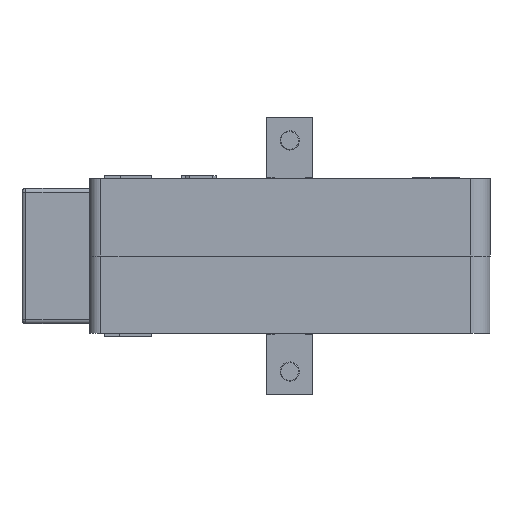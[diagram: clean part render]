
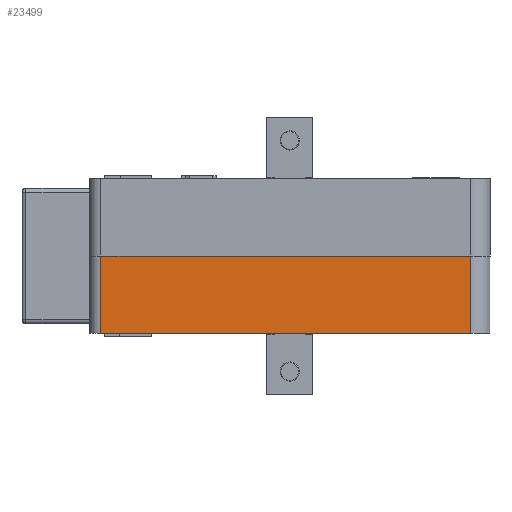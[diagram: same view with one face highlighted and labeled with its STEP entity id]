
A CAD part, left-side view. The second image highlights one B-rep face of the part: STEP entity #23499.
In plain terms, the highlighted planar face has unit normal (-1, 0, 0).
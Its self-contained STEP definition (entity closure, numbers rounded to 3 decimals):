
#3001 = EDGE_CURVE ( 'NONE', #14797, #18439, #7981, .T. ) ;
#3191 = VECTOR ( 'NONE', #10621, 1000. ) ;
#3220 = LINE ( 'NONE', #10684, #3191 ) ;
#5857 = ORIENTED_EDGE ( 'NONE', *, *, #15333, .F. ) ;
#5870 = EDGE_LOOP ( 'NONE', ( #13350, #5857, #14320, #25159 ) ) ;
#6776 = FACE_OUTER_BOUND ( 'NONE', #5870, .T. ) ;
#7924 = VECTOR ( 'NONE', #19333, 1000. ) ;
#7981 = LINE ( 'NONE', #20154, #7924 ) ;
#10028 = CARTESIAN_POINT ( 'NONE',  ( -51., 49., 0. ) ) ;
#10621 = DIRECTION ( 'NONE',  ( 0., 0., 1. ) ) ;
#10684 = CARTESIAN_POINT ( 'NONE',  ( -51., -47., -20. ) ) ;
#12380 = DIRECTION ( 'NONE',  ( 0., -1., 0. ) ) ;
#13156 = CARTESIAN_POINT ( 'NONE',  ( -51., -47., -20. ) ) ;
#13350 = ORIENTED_EDGE ( 'NONE', *, *, #3001, .F. ) ;
#14320 = ORIENTED_EDGE ( 'NONE', *, *, #15462, .T. ) ;
#14784 = EDGE_CURVE ( 'NONE', #23411, #18439, #3220, .T. ) ;
#14797 = VERTEX_POINT ( 'NONE', #10028 ) ;
#15185 = DIRECTION ( 'NONE',  ( 0., 0., 1. ) ) ;
#15225 = DIRECTION ( 'NONE',  ( -1., 0., 0. ) ) ;
#15333 = EDGE_CURVE ( 'NONE', #17951, #14797, #23633, .T. ) ;
#15462 = EDGE_CURVE ( 'NONE', #17951, #23411, #21392, .T. ) ;
#15470 = CARTESIAN_POINT ( 'NONE',  ( -51., -47., -20. ) ) ;
#16591 = PLANE ( 'NONE',  #20231 ) ;
#17499 = CARTESIAN_POINT ( 'NONE',  ( -51., -47., -20. ) ) ;
#17951 = VERTEX_POINT ( 'NONE', #26343 ) ;
#18439 = VERTEX_POINT ( 'NONE', #21362 ) ;
#19333 = DIRECTION ( 'NONE',  ( 0., -1., 0. ) ) ;
#19403 = CARTESIAN_POINT ( 'NONE',  ( -51., 49., -20. ) ) ;
#19438 = DIRECTION ( 'NONE',  ( 0., 0., 1. ) ) ;
#20154 = CARTESIAN_POINT ( 'NONE',  ( -51., -47., 0. ) ) ;
#20231 = AXIS2_PLACEMENT_3D ( 'NONE', #15470, #15225, #15185 ) ;
#20664 = VECTOR ( 'NONE', #12380, 1000. ) ;
#21362 = CARTESIAN_POINT ( 'NONE',  ( -51., -47., 0. ) ) ;
#21392 = LINE ( 'NONE', #13156, #20664 ) ;
#22953 = VECTOR ( 'NONE', #19438, 1000. ) ;
#23411 = VERTEX_POINT ( 'NONE', #17499 ) ;
#23499 = ADVANCED_FACE ( 'NONE', ( #6776 ), #16591, .T. ) ;
#23633 = LINE ( 'NONE', #19403, #22953 ) ;
#25159 = ORIENTED_EDGE ( 'NONE', *, *, #14784, .T. ) ;
#26343 = CARTESIAN_POINT ( 'NONE',  ( -51., 49., -20. ) ) ;
